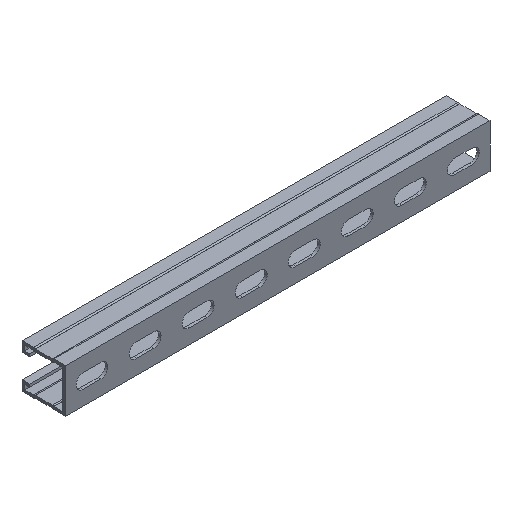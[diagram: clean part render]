
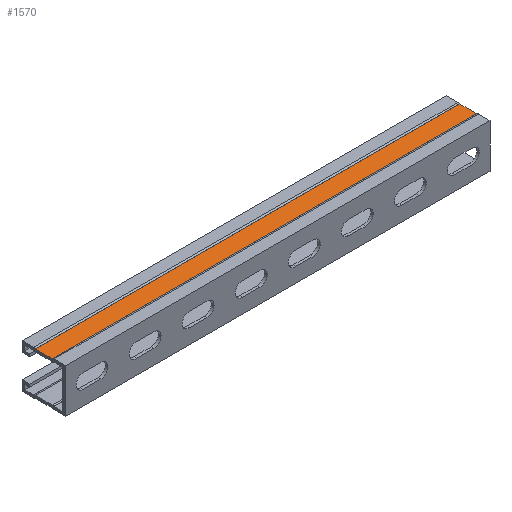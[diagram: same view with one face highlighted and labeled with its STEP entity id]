
A CAD part, isometric view. The second image highlights one B-rep face of the part: STEP entity #1570.
In plain terms, the highlighted planar face has unit normal (0, 0, 1).
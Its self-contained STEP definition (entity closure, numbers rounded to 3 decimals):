
#193=FACE_OUTER_BOUND('',#283,.T.);
#283=EDGE_LOOP('',(#1286,#1287,#1288,#1289));
#433=LINE('',#2579,#585);
#434=LINE('',#2582,#586);
#435=LINE('',#2584,#587);
#436=LINE('',#2585,#588);
#585=VECTOR('',#2137,10.);
#586=VECTOR('',#2140,10.);
#587=VECTOR('',#2141,10.);
#588=VECTOR('',#2142,10.);
#732=VERTEX_POINT('',#2575);
#733=VERTEX_POINT('',#2577);
#734=VERTEX_POINT('',#2581);
#735=VERTEX_POINT('',#2583);
#941=EDGE_CURVE('',#732,#733,#433,.T.);
#942=EDGE_CURVE('',#734,#732,#434,.T.);
#943=EDGE_CURVE('',#735,#733,#435,.T.);
#944=EDGE_CURVE('',#734,#735,#436,.T.);
#1286=ORIENTED_EDGE('',*,*,#942,.T.);
#1287=ORIENTED_EDGE('',*,*,#941,.T.);
#1288=ORIENTED_EDGE('',*,*,#943,.F.);
#1289=ORIENTED_EDGE('',*,*,#944,.F.);
#1423=PLANE('',#1727);
#1570=ADVANCED_FACE('',(#193),#1423,.T.);
#1727=AXIS2_PLACEMENT_3D('',#2580,#2138,#2139);
#2137=DIRECTION('',(1.,0.,0.));
#2138=DIRECTION('center_axis',(0.,0.,1.));
#2139=DIRECTION('ref_axis',(0.,-1.,0.));
#2140=DIRECTION('',(0.,-1.,0.));
#2141=DIRECTION('',(0.,-1.,0.));
#2142=DIRECTION('',(1.,0.,0.));
#2575=CARTESIAN_POINT('',(0.,-8.002,20.15));
#2577=CARTESIAN_POINT('',(400.,-8.002,20.15));
#2579=CARTESIAN_POINT('',(0.,-8.002,20.15));
#2580=CARTESIAN_POINT('Origin',(0.,8.002,20.15));
#2581=CARTESIAN_POINT('',(0.,8.002,20.15));
#2582=CARTESIAN_POINT('',(0.,8.002,20.15));
#2583=CARTESIAN_POINT('',(400.,8.002,20.15));
#2584=CARTESIAN_POINT('',(400.,8.002,20.15));
#2585=CARTESIAN_POINT('',(0.,8.002,20.15));
